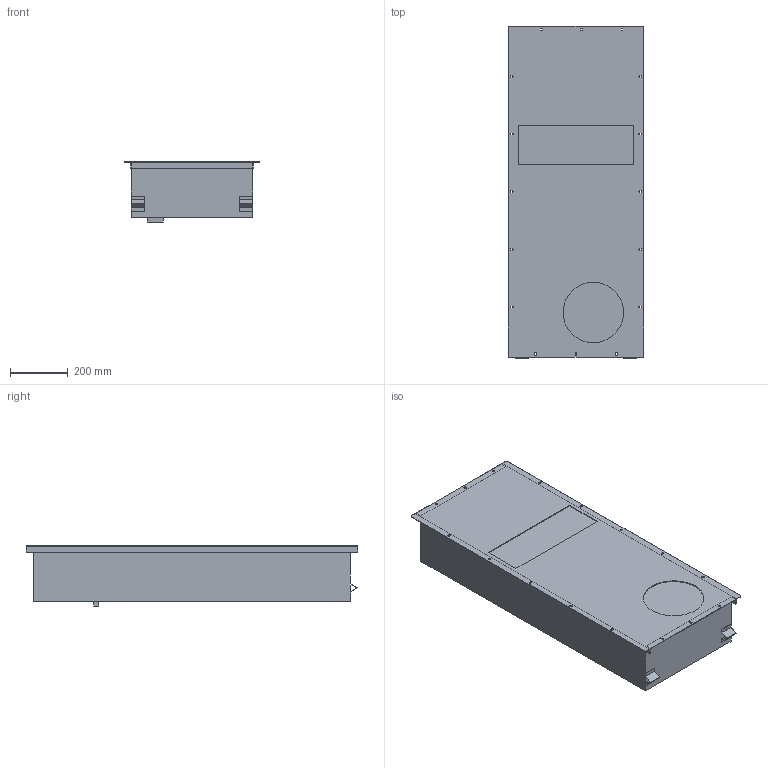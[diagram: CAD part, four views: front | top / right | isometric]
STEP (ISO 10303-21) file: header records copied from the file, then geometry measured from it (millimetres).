
FILE_DESCRIPTION (( 'STEP AP203' ), '1' );
FILE_NAME ('HEX120PA.STEP', '2016-02-26T10:48:33', ( '' ), ( '' ), 'SwSTEP 2.0', 'SolidWorks 2011', '' );
FILE_SCHEMA (( 'CONFIG_CONTROL_DESIGN' ));
Length unit declared in the file: millimetre
Products named in the file (1): HEX120PA
Bounding box: 471 x 1151.5 x 209 mm (x, y, z)
Volume: 89130292.8 mm3; surface area: 1698684.7 mm2
Topology: 1 solids, 1 shells, 140 faces, 402 edges, 268 vertices
Faces by surface type: plane 90, cylinder 50
Entity records: 4735 total; most frequent: CARTESIAN_POINT 811, ORIENTED_EDGE 804, DIRECTION 784, EDGE_CURVE 402, LINE 302, VECTOR 302, VERTEX_POINT 268, AXIS2_PLACEMENT_3D 241
